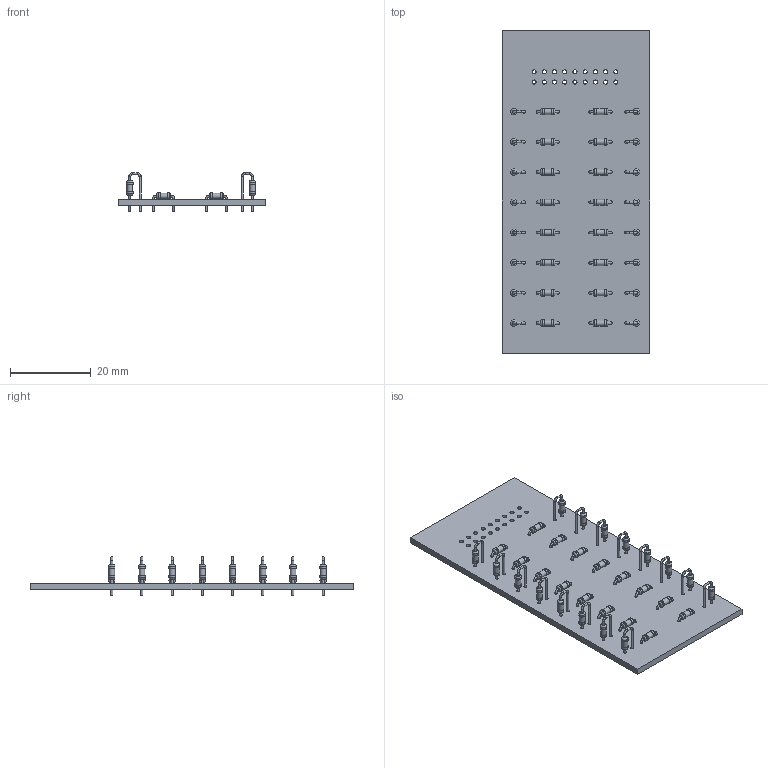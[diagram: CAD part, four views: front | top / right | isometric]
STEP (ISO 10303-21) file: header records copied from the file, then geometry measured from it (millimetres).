
FILE_DESCRIPTION(('KiCad electronic assembly'),'2;1');
FILE_NAME('Valve Identifier PCB.step','2025-04-28T13:23:03',('Pcbnew'),( 'Kicad'),'Open CASCADE STEP processor 7.7','KiCad to STEP converter' ,'Unknown');
FILE_SCHEMA(('AUTOMOTIVE_DESIGN { 1 0 10303 214 1 1 1 1 }'));
Length unit declared in the file: millimetre
Products named in the file (6): Valve Identifier PCB 1; R_Axial_DIN0204_L3.6mm_D1.6mm_P2.54mm_Vertical; R_Axial_DIN0204_L36mm_D16mm_P254mm_Vertical; R_Axial_DIN0204_L3.6mm_D1.6mm_P5.08mm_Horizontal; R_Axial_DIN0204_L36mm_D16mm_P508mm_Horizontal; Valve Identifier PCB PCB
Assembly tree (35 placements, depth 3):
  Valve Identifier PCB 1
    R_Axial_DIN0204_L3.6mm_D1.6mm_P2.54mm_Vertical  x16
      R_Axial_DIN0204_L36mm_D16mm_P254mm_Vertical
    R_Axial_DIN0204_L3.6mm_D1.6mm_P5.08mm_Horizontal  x16
      R_Axial_DIN0204_L36mm_D16mm_P508mm_Horizontal
    Valve Identifier PCB PCB
Bounding box: 36.58 x 80.01 x 9.6 mm (x, y, z)
Volume: 4899.1 mm3; surface area: 7747.4 mm2
Topology: 33 solids, 33 shells, 600 faces, 1058 edges, 652 vertices
Faces by surface type: cylinder 274, plane 198, torus 128
Full cylindrical faces by diameter (mm): 0.5 x96, 0.7 x64, 1.02 x18, 1.44 x32, 1.6 x64
Entity records: 9947 total; most frequent: CARTESIAN_POINT 3106, DIRECTION 1252, ORIENTED_EDGE 616, PCURVE 616, DEFINITIONAL_REPRESENTATION 616, LINE 536, VECTOR 536, AXIS2_PLACEMENT_3D 356
